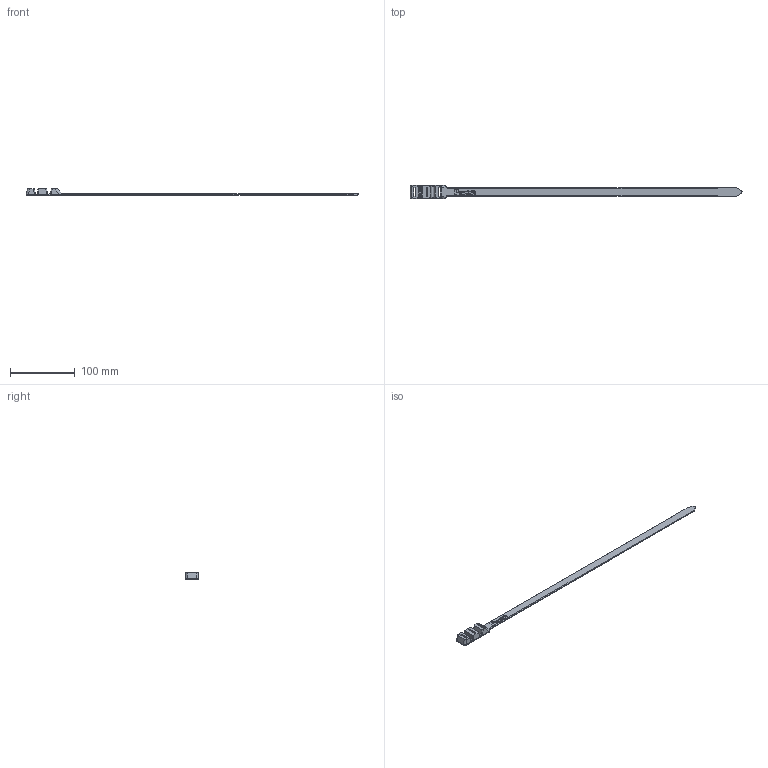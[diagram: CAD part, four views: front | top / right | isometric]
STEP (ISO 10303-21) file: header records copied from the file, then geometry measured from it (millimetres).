
FILE_DESCRIPTION(/* description */ (''),/* implementation_level */ '2;1');
FILE_NAME(/* name */ 'PANDUIT_PL3B5EH.stp',/* time_stamp */ '2013-08-07T13:51:28-05:00',/* author */ (''),/* organization */ (''),/* preprocessor_version */ 'ST-DEVELOPER v11',/* originating_system */ 'SIEMENS PLM Software NX 7.5',/* authorisation */ '');
FILE_SCHEMA (('CONFIG_CONTROL_DESIGN'));
Length unit declared in the file: inch
Products named in the file (1): bwg907362ou
Bounding box: 512.62 x 20.32 x 10.16 mm (x, y, z)
Volume: 18364.5 mm3; surface area: 17357.2 mm2
Topology: 1 solids, 1 shells, 256 faces, 668 edges, 425 vertices
Faces by surface type: plane 153, cylinder 74, bspline 20, extrusion 6, torus 3
Entity records: 8242 total; most frequent: CARTESIAN_POINT 1843, ORIENTED_EDGE 1336, DIRECTION 1287, EDGE_CURVE 668, VECTOR 471, LINE 465, VERTEX_POINT 425, AXIS2_PLACEMENT_3D 408
